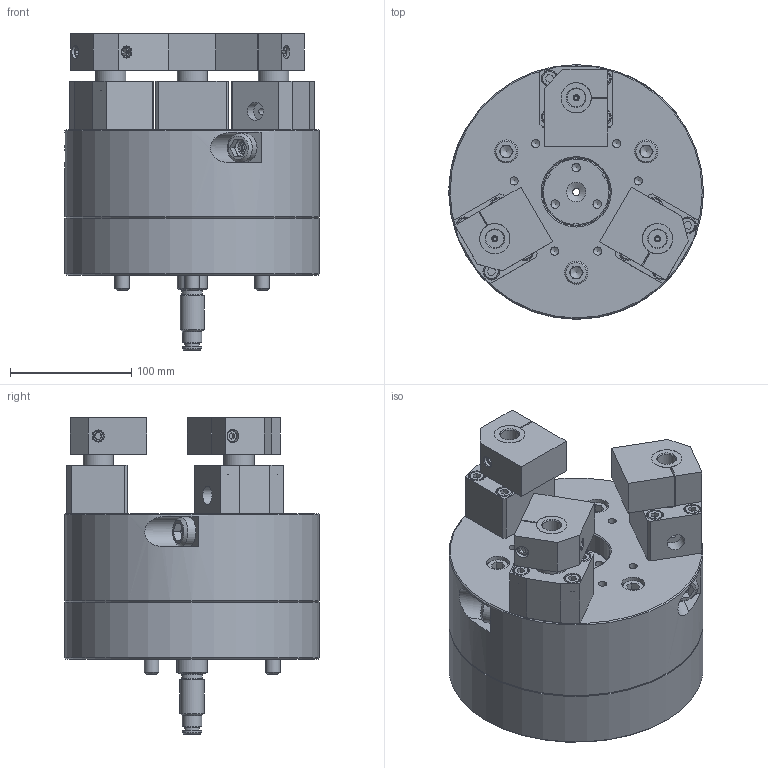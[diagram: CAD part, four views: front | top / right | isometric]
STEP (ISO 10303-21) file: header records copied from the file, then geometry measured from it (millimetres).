
FILE_DESCRIPTION(/* description */ ('Unknown'),/* implementation_level */ '2;1');
FILE_NAME(/* name */ 'FG08-Solid',/* time_stamp */ '2019-08-13T17:21:09+01:00',/* author */ ('Unknown'),/* organization */ ('Unknown'),/* preprocessor_version */ 'ST-DEVELOPER v16.7',/* originating_system */ 'DEX',/* authorisation */ $);
FILE_SCHEMA (('AUTOMOTIVE_DESIGN {1 0 10303 214 3 1 1}'));
Length unit declared in the file: millimetre
Products named in the file (1): FG08_mid stroke
Bounding box: 210.31 x 210 x 261 mm (x, y, z)
Volume: 3712900.4 mm3; surface area: 619610.5 mm2
Topology: 46 solids, 46 shells, 1093 faces, 2388 edges, 1527 vertices
Faces by surface type: plane 545, cylinder 324, cone 185, torus 38, sphere 1
Full cylindrical faces by diameter (mm): 3 x3, 4 x3, 5 x6, 5.2 x6, 5.795 x3, 6 x1, 6.8 x18, 7 x3, 7.5 x3, 7.76 x12, 7.95 x6, 8 x3, 8.5 x3, 9 x12, 9.732 x3, 10 x6, 10.75 x3, 11 x3, 11.701 x3, 12 x4, 13 x18, 14 x15, 15 x12, 16 x10, 16.4 x1, 17 x7, 18 x9, 18.5 x3, 19 x9, 20 x5
Entity records: 27363 total; most frequent: CARTESIAN_POINT 5087, DIRECTION 4678, ORIENTED_EDGE 3594, AXIS2_PLACEMENT_3D 1919, FACE_BOUND 1811, EDGE_CURVE 1797, EDGE_LOOP 1778, VERTEX_POINT 1404
